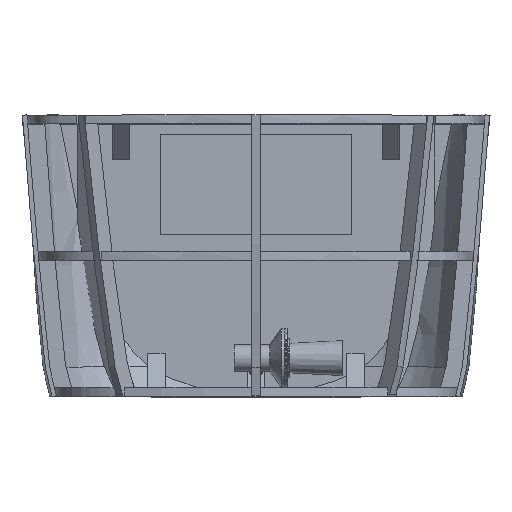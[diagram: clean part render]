
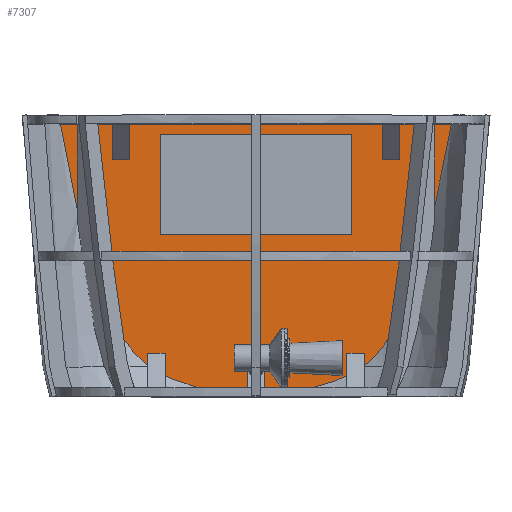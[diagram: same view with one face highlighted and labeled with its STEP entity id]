
A CAD part, top view. The second image highlights one B-rep face of the part: STEP entity #7307.
In plain terms, the highlighted planar face has unit normal (0, 0, 1).
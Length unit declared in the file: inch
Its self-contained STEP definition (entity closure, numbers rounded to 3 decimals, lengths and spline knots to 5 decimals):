
#356=B_SPLINE_CURVE_WITH_KNOTS('',3,(#14222,#14223,#14224,#14225,#14226,
#14227,#14228,#14229),.UNSPECIFIED.,.F.,.F.,(4,2,2,4),(7.54334,
8.17106,9.93993,11.03545),.UNSPECIFIED.);
#362=B_SPLINE_CURVE_WITH_KNOTS('',3,(#14401,#14402,#14403,#14404,#14405,
#14406,#14407,#14408),.UNSPECIFIED.,.F.,.F.,(4,2,2,4),(-10.99647,
-10.39251,-4.06354,-0.23013),.UNSPECIFIED.);
#364=B_SPLINE_CURVE_WITH_KNOTS('',3,(#14424,#14425,#14426,#14427,#14428,
#14429,#14430,#14431),.UNSPECIFIED.,.F.,.F.,(4,2,2,4),(-3.4917,
-2.94767,-1.37257,-0.01178),.UNSPECIFIED.);
#365=B_SPLINE_CURVE_WITH_KNOTS('',3,(#14433,#14434,#14435,#14436,#14437,
#14438,#14439,#14440,#14441,#14442),.UNSPECIFIED.,.F.,.F.,(4,2,2,2,4),(3.49403,
4.96155,8.68047,16.75825,25.8192),
 .UNSPECIFIED.);
#366=B_SPLINE_CURVE_WITH_KNOTS('',3,(#14443,#14444,#14445,#14446,#14447,
#14448,#14449,#14450,#14451,#14452,#14453,#14454),.UNSPECIFIED.,.F.,.F.,
(4,2,2,2,2,4),(-72.09552,-60.87904,-50.50574,-28.81544,
-10.48996,-0.61882),.UNSPECIFIED.);
#367=B_SPLINE_CURVE_WITH_KNOTS('',3,(#14455,#14456,#14457,#14458,#14459,
#14460,#14461,#14462,#14463,#14464),.UNSPECIFIED.,.F.,.F.,(4,2,2,2,4),(-61.68973,
-50.52005,-37.26407,-12.65044,-0.1711),
 .UNSPECIFIED.);
#856=FACE_OUTER_BOUND('',#1303,.T.);
#1303=EDGE_LOOP('',(#5736,#5737,#5738,#5739,#5740,#5741,#5742));
#1965=LINE('',#14103,#2688);
#2688=VECTOR('',#8866,0.3937);
#3356=VERTEX_POINT('',#14080);
#3361=VERTEX_POINT('',#14101);
#3362=VERTEX_POINT('',#14220);
#3363=VERTEX_POINT('',#14221);
#3368=VERTEX_POINT('',#14374);
#3369=VERTEX_POINT('',#14400);
#3370=VERTEX_POINT('',#14432);
#4198=EDGE_CURVE('',#3356,#3361,#1965,.T.);
#4199=EDGE_CURVE('',#3362,#3363,#356,.T.);
#4206=EDGE_CURVE('',#3369,#3368,#362,.F.);
#4208=EDGE_CURVE('',#3368,#3363,#364,.T.);
#4209=EDGE_CURVE('',#3362,#3370,#365,.T.);
#4210=EDGE_CURVE('',#3370,#3356,#366,.F.);
#4211=EDGE_CURVE('',#3361,#3369,#367,.F.);
#5736=ORIENTED_EDGE('',*,*,#4208,.T.);
#5737=ORIENTED_EDGE('',*,*,#4199,.F.);
#5738=ORIENTED_EDGE('',*,*,#4209,.T.);
#5739=ORIENTED_EDGE('',*,*,#4210,.T.);
#5740=ORIENTED_EDGE('',*,*,#4198,.T.);
#5741=ORIENTED_EDGE('',*,*,#4211,.T.);
#5742=ORIENTED_EDGE('',*,*,#4206,.T.);
#6946=PLANE('',#7835);
#7307=ADVANCED_FACE('',(#856),#6946,.T.);
#7835=AXIS2_PLACEMENT_3D('',#14423,#8868,#8869);
#8866=DIRECTION('',(-1.,0.,0.));
#8868=DIRECTION('center_axis',(0.,0.,1.));
#8869=DIRECTION('ref_axis',(1.,0.,0.));
#14080=CARTESIAN_POINT('',(16.81817,0.,-17.775));
#14101=CARTESIAN_POINT('',(-16.81817,0.,-17.775));
#14103=CARTESIAN_POINT('',(0.,0.,-17.775));
#14220=CARTESIAN_POINT('',(1.36991,-23.78188,-17.775));
#14221=CARTESIAN_POINT('',(0.,-23.75449,-17.775));
#14222=CARTESIAN_POINT('Ctrl Pts',(1.36991,-23.78188,-17.775));
#14223=CARTESIAN_POINT('Ctrl Pts',(1.28783,-23.77903,-17.775));
#14224=CARTESIAN_POINT('Ctrl Pts',(1.20576,-23.7764,-17.775));
#14225=CARTESIAN_POINT('Ctrl Pts',(0.89247,-23.76725,
-17.775));
#14226=CARTESIAN_POINT('Ctrl Pts',(0.66109,-23.76227,
-17.775));
#14227=CARTESIAN_POINT('Ctrl Pts',(0.28655,-23.75683,
-17.775));
#14228=CARTESIAN_POINT('Ctrl Pts',(0.14326,-23.75537,
-17.775));
#14229=CARTESIAN_POINT('Ctrl Pts',(0.,-23.75449,
-17.775));
#14374=CARTESIAN_POINT('',(-1.36991,-23.78188,-17.775));
#14400=CARTESIAN_POINT('',(-9.15623,-21.42292,-17.775));
#14401=CARTESIAN_POINT('Ctrl Pts',(-1.36991,-23.78188,
-17.775));
#14402=CARTESIAN_POINT('Ctrl Pts',(-1.61054,-23.76414,-17.775));
#14403=CARTESIAN_POINT('Ctrl Pts',(-1.85094,-23.74278,
-17.775));
#14404=CARTESIAN_POINT('Ctrl Pts',(-4.60388,-23.45375,-17.775));
#14405=CARTESIAN_POINT('Ctrl Pts',(-6.33653,-22.84483,-17.775));
#14406=CARTESIAN_POINT('Ctrl Pts',(-8.15939,-22.01872,-17.775));
#14407=CARTESIAN_POINT('Ctrl Pts',(-8.71821,-21.69964,
-17.775));
#14408=CARTESIAN_POINT('Ctrl Pts',(-9.15623,-21.42292,
-17.775));
#14423=CARTESIAN_POINT('Origin',(0.,-12.50287,-17.775));
#14424=CARTESIAN_POINT('Ctrl Pts',(-1.36991,-23.78188,
-17.775));
#14425=CARTESIAN_POINT('Ctrl Pts',(-1.29853,-23.7794,
-17.775));
#14426=CARTESIAN_POINT('Ctrl Pts',(-1.22716,-23.77709,
-17.775));
#14427=CARTESIAN_POINT('Ctrl Pts',(-0.94917,-23.76877,
-17.775));
#14428=CARTESIAN_POINT('Ctrl Pts',(-0.74244,-23.76401,-17.775));
#14429=CARTESIAN_POINT('Ctrl Pts',(-0.3572,-23.75759,
-17.775));
#14430=CARTESIAN_POINT('Ctrl Pts',(-0.17858,-23.75559,
-17.775));
#14431=CARTESIAN_POINT('Ctrl Pts',(0.,-23.75449,
-17.775));
#14432=CARTESIAN_POINT('',(9.15623,-21.42292,-17.775));
#14433=CARTESIAN_POINT('Ctrl Pts',(1.36991,-23.78188,-17.775));
#14434=CARTESIAN_POINT('Ctrl Pts',(1.56202,-23.76772,-17.775));
#14435=CARTESIAN_POINT('Ctrl Pts',(1.75399,-23.75125,-17.775));
#14436=CARTESIAN_POINT('Ctrl Pts',(2.43136,-23.68451,-17.775));
#14437=CARTESIAN_POINT('Ctrl Pts',(2.91632,-23.62106,-17.775));
#14438=CARTESIAN_POINT('Ctrl Pts',(4.44317,-23.36418,-17.775));
#14439=CARTESIAN_POINT('Ctrl Pts',(5.47523,-23.10496,-17.775));
#14440=CARTESIAN_POINT('Ctrl Pts',(7.59071,-22.32872,-17.775));
#14441=CARTESIAN_POINT('Ctrl Pts',(8.4697,-21.85664,-17.775));
#14442=CARTESIAN_POINT('Ctrl Pts',(9.15623,-21.42292,-17.775));
#14443=CARTESIAN_POINT('Ctrl Pts',(16.81817,0.,
-17.775));
#14444=CARTESIAN_POINT('Ctrl Pts',(16.58662,-1.22294,-17.775));
#14445=CARTESIAN_POINT('Ctrl Pts',(16.35593,-2.44605,-17.775));
#14446=CARTESIAN_POINT('Ctrl Pts',(15.90661,-4.79931,-17.775));
#14447=CARTESIAN_POINT('Ctrl Pts',(15.65131,-6.11991,-17.775));
#14448=CARTESIAN_POINT('Ctrl Pts',(14.88604,-9.82189,-17.775));
#14449=CARTESIAN_POINT('Ctrl Pts',(14.33251,-12.15429,-17.775));
#14450=CARTESIAN_POINT('Ctrl Pts',(13.01546,-15.99692,-17.775));
#14451=CARTESIAN_POINT('Ctrl Pts',(12.29192,-17.59658,-17.775));
#14452=CARTESIAN_POINT('Ctrl Pts',(10.85856,-19.70981,-17.775));
#14453=CARTESIAN_POINT('Ctrl Pts',(10.1419,-20.61154,-17.775));
#14454=CARTESIAN_POINT('Ctrl Pts',(9.15623,-21.42292,-17.775));
#14455=CARTESIAN_POINT('Ctrl Pts',(-9.15623,-21.42292,
-17.775));
#14456=CARTESIAN_POINT('Ctrl Pts',(-10.42028,-20.38239,
-17.775));
#14457=CARTESIAN_POINT('Ctrl Pts',(-11.28995,-19.15439,
-17.775));
#14458=CARTESIAN_POINT('Ctrl Pts',(-12.5911,-16.92843,
-17.775));
#14459=CARTESIAN_POINT('Ctrl Pts',(-13.14669,-15.60633,
-17.775));
#14460=CARTESIAN_POINT('Ctrl Pts',(-14.44417,-11.84242,
-17.775));
#14461=CARTESIAN_POINT('Ctrl Pts',(-15.07351,-9.01928,
-17.775));
#14462=CARTESIAN_POINT('Ctrl Pts',(-16.01737,-4.24385,
-17.775));
#14463=CARTESIAN_POINT('Ctrl Pts',(-16.50839,-1.63612,
-17.775));
#14464=CARTESIAN_POINT('Ctrl Pts',(-16.81817,0.,
-17.775));
